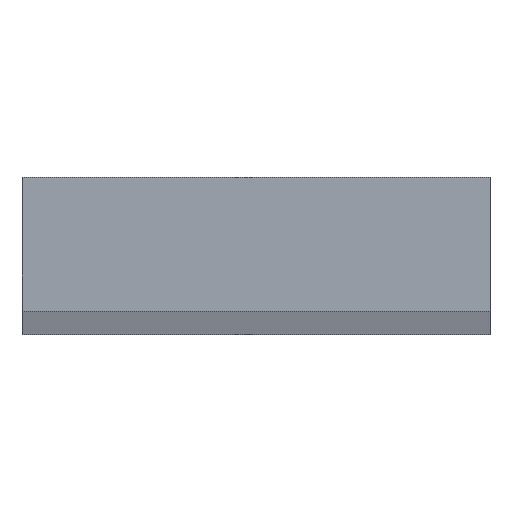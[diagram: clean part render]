
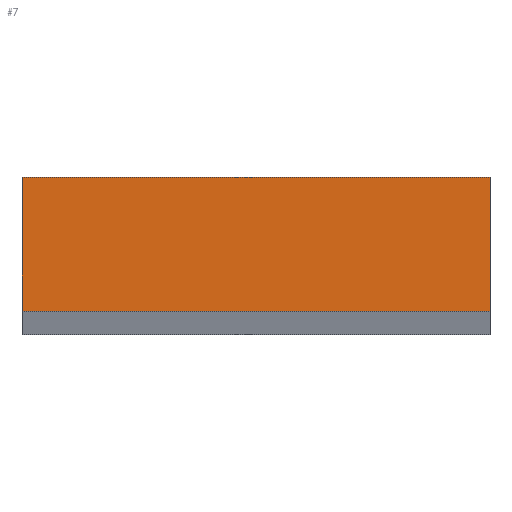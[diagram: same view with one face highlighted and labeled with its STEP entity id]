
A CAD part, top view. The second image highlights one B-rep face of the part: STEP entity #7.
In plain terms, the highlighted planar face has unit normal (0, 0, 1).
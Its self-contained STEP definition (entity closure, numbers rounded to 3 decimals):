
#5 = EDGE_CURVE ( 'NONE', #120, #118, #136, .T. ) ;
#7 = ADVANCED_FACE ( 'NONE', ( #87 ), #143, .T. ) ;
#13 = EDGE_CURVE ( 'NONE', #115, #119, #160, .T. ) ;
#25 = EDGE_CURVE ( 'NONE', #119, #120, #170, .T. ) ;
#30 = EDGE_CURVE ( 'NONE', #118, #115, #181, .T. ) ;
#55 = AXIS2_PLACEMENT_3D ( 'NONE', #144, #145, #146 ) ;
#57 = VECTOR ( 'NONE', #183, 1000. ) ;
#66 = VECTOR ( 'NONE', #138, 1000. ) ;
#69 = VECTOR ( 'NONE', #178, 1000. ) ;
#71 = VECTOR ( 'NONE', #154, 1000. ) ;
#87 = FACE_OUTER_BOUND ( 'NONE', #128, .T. ) ;
#94 = ORIENTED_EDGE ( 'NONE', *, *, #13, .T. ) ;
#95 = ORIENTED_EDGE ( 'NONE', *, *, #25, .T. ) ;
#96 = ORIENTED_EDGE ( 'NONE', *, *, #5, .T. ) ;
#111 = ORIENTED_EDGE ( 'NONE', *, *, #30, .T. ) ;
#115 = VERTEX_POINT ( 'NONE', #190 ) ;
#118 = VERTEX_POINT ( 'NONE', #192 ) ;
#119 = VERTEX_POINT ( 'NONE', #194 ) ;
#120 = VERTEX_POINT ( 'NONE', #195 ) ;
#128 = EDGE_LOOP ( 'NONE', ( #94, #95, #96, #111 ) ) ;
#136 = LINE ( 'NONE', #137, #66 ) ;
#137 = CARTESIAN_POINT ( 'NONE',  ( 17.5, 5., 500. ) ) ;
#138 = DIRECTION ( 'NONE',  ( 0., 1., 0. ) ) ;
#143 = PLANE ( 'NONE',  #55 ) ;
#144 = CARTESIAN_POINT ( 'NONE',  ( 0., 0., 500. ) ) ;
#145 = DIRECTION ( 'NONE',  ( 0., 0., 1. ) ) ;
#146 = DIRECTION ( 'NONE',  ( 1., 0., 0. ) ) ;
#154 = DIRECTION ( 'NONE',  ( 0., -1., 0. ) ) ;
#160 = LINE ( 'NONE', #161, #71 ) ;
#161 = CARTESIAN_POINT ( 'NONE',  ( -17.5, 5., 500. ) ) ;
#170 = LINE ( 'NONE', #175, #69 ) ;
#175 = CARTESIAN_POINT ( 'NONE',  ( -17.5, -5., 500. ) ) ;
#178 = DIRECTION ( 'NONE',  ( 1., 0., 0. ) ) ;
#181 = LINE ( 'NONE', #182, #57 ) ;
#182 = CARTESIAN_POINT ( 'NONE',  ( -17.5, 5., 500. ) ) ;
#183 = DIRECTION ( 'NONE',  ( -1., 0., 0. ) ) ;
#190 = CARTESIAN_POINT ( 'NONE',  ( -17.5, 5., 500. ) ) ;
#192 = CARTESIAN_POINT ( 'NONE',  ( 17.5, 5., 500. ) ) ;
#194 = CARTESIAN_POINT ( 'NONE',  ( -17.5, -5., 500. ) ) ;
#195 = CARTESIAN_POINT ( 'NONE',  ( 17.5, -5., 500. ) ) ;
